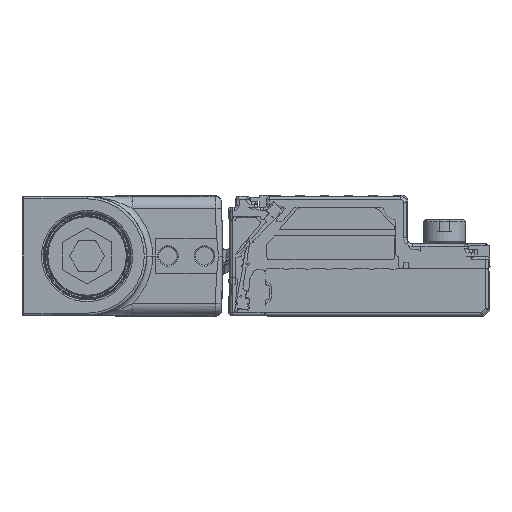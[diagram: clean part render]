
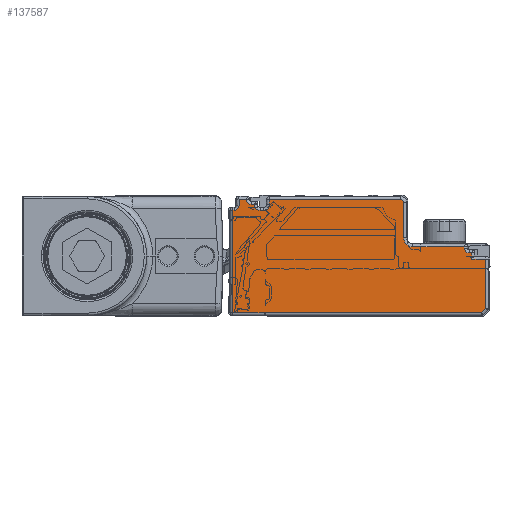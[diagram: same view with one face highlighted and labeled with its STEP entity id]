
A CAD part, left-side view. The second image highlights one B-rep face of the part: STEP entity #137587.
In plain terms, the highlighted planar face has unit normal (-1, 0, 0).
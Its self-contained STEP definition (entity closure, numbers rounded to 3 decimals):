
#137391=AXIS2_PLACEMENT_3D('Plane Axis2P3D',#137388,#137389,#137390) ;
#137411=AXIS2_PLACEMENT_3D('Circle Axis2P3D',#137409,#137410,$) ;
#137432=AXIS2_PLACEMENT_3D('Circle Axis2P3D',#137430,#137431,$) ;
#137446=AXIS2_PLACEMENT_3D('Circle Axis2P3D',#137444,#137445,$) ;
#137467=AXIS2_PLACEMENT_3D('Circle Axis2P3D',#137465,#137466,$) ;
#137481=AXIS2_PLACEMENT_3D('Circle Axis2P3D',#137479,#137480,$) ;
#137495=AXIS2_PLACEMENT_3D('Circle Axis2P3D',#137493,#137494,$) ;
#137516=AXIS2_PLACEMENT_3D('Circle Axis2P3D',#137514,#137515,$) ;
#137388=CARTESIAN_POINT('Axis2P3D Location',(-528.,0.2,-7.8)) ;
#137393=CARTESIAN_POINT('Line Origine',(-528.,3.,2.)) ;
#137397=CARTESIAN_POINT('Vertex',(-528.,3.,1.5)) ;
#137399=CARTESIAN_POINT('Vertex',(-528.,3.,2.5)) ;
#137402=CARTESIAN_POINT('Line Origine',(-528.,3.2,2.5)) ;
#137406=CARTESIAN_POINT('Vertex',(-528.,3.4,2.5)) ;
#137409=CARTESIAN_POINT('Axis2P3D Location',(-528.,3.4,3.3)) ;
#137413=CARTESIAN_POINT('Vertex',(-528.,4.2,3.3)) ;
#137416=CARTESIAN_POINT('Line Origine',(-528.,4.2,3.4)) ;
#137420=CARTESIAN_POINT('Vertex',(-528.,4.2,3.5)) ;
#137423=CARTESIAN_POINT('Line Origine',(-528.,8.45,3.5)) ;
#137427=CARTESIAN_POINT('Vertex',(-528.,12.7,3.5)) ;
#137430=CARTESIAN_POINT('Axis2P3D Location',(-528.,12.7,5.)) ;
#137434=CARTESIAN_POINT('Vertex',(-528.,14.2,5.)) ;
#137437=CARTESIAN_POINT('Line Origine',(-528.,14.2,7.9)) ;
#137441=CARTESIAN_POINT('Vertex',(-528.,14.2,10.8)) ;
#137444=CARTESIAN_POINT('Axis2P3D Location',(-528.,14.7,10.8)) ;
#137448=CARTESIAN_POINT('Vertex',(-528.,14.7,11.3)) ;
#137451=CARTESIAN_POINT('Line Origine',(-528.,25.5,11.3)) ;
#137455=CARTESIAN_POINT('Vertex',(-528.,36.3,11.3)) ;
#137458=CARTESIAN_POINT('Line Origine',(-528.,36.3,10.9)) ;
#137462=CARTESIAN_POINT('Vertex',(-528.,36.3,10.5)) ;
#137465=CARTESIAN_POINT('Axis2P3D Location',(-528.,37.3,10.5)) ;
#137469=CARTESIAN_POINT('Vertex',(-528.,37.3,9.5)) ;
#137472=CARTESIAN_POINT('Line Origine',(-528.,37.55,9.5)) ;
#137476=CARTESIAN_POINT('Vertex',(-528.,37.8,9.5)) ;
#137479=CARTESIAN_POINT('Axis2P3D Location',(-528.,37.8,10.5)) ;
#137483=CARTESIAN_POINT('Vertex',(-528.,38.8,10.5)) ;
#137486=CARTESIAN_POINT('Line Origine',(-528.,39.05,10.5)) ;
#137490=CARTESIAN_POINT('Vertex',(-528.,39.3,10.5)) ;
#137493=CARTESIAN_POINT('Axis2P3D Location',(-528.,39.3,11.3)) ;
#137497=CARTESIAN_POINT('Vertex',(-528.,40.1,11.3)) ;
#137500=CARTESIAN_POINT('Line Origine',(-528.,40.7,11.3)) ;
#137504=CARTESIAN_POINT('Vertex',(-528.,41.3,11.3)) ;
#137507=CARTESIAN_POINT('Line Origine',(-528.,41.3,10.8)) ;
#137511=CARTESIAN_POINT('Vertex',(-528.,41.3,10.3)) ;
#137514=CARTESIAN_POINT('Axis2P3D Location',(-528.,42.1,10.3)) ;
#137518=CARTESIAN_POINT('Vertex',(-528.,42.1,9.5)) ;
#137521=CARTESIAN_POINT('Line Origine',(-528.,42.2,9.5)) ;
#137525=CARTESIAN_POINT('Vertex',(-528.,42.3,9.5)) ;
#137528=CARTESIAN_POINT('Line Origine',(-528.,42.3,1.1)) ;
#137532=CARTESIAN_POINT('Vertex',(-528.,42.3,-7.3)) ;
#137535=CARTESIAN_POINT('Line Origine',(-528.,21.854,-7.3)) ;
#137539=CARTESIAN_POINT('Vertex',(-528.,1.407,-7.3)) ;
#137542=CARTESIAN_POINT('Line Origine',(-528.,1.054,-6.946)) ;
#137546=CARTESIAN_POINT('Vertex',(-528.,0.7,-6.593)) ;
#137549=CARTESIAN_POINT('Line Origine',(-528.,0.7,-2.546)) ;
#137553=CARTESIAN_POINT('Vertex',(-528.,0.7,1.5)) ;
#137556=CARTESIAN_POINT('Line Origine',(-528.,1.85,1.5)) ;
#137389=DIRECTION('Axis2P3D Direction',(-1.,0.,0.)) ;
#137390=DIRECTION('Axis2P3D XDirection',(0.,0.,1.)) ;
#137394=DIRECTION('Vector Direction',(0.,0.,1.)) ;
#137403=DIRECTION('Vector Direction',(0.,1.,0.)) ;
#137410=DIRECTION('Axis2P3D Direction',(-1.,0.,0.)) ;
#137417=DIRECTION('Vector Direction',(0.,0.,-1.)) ;
#137424=DIRECTION('Vector Direction',(0.,1.,0.)) ;
#137431=DIRECTION('Axis2P3D Direction',(-1.,0.,0.)) ;
#137438=DIRECTION('Vector Direction',(0.,0.,1.)) ;
#137445=DIRECTION('Axis2P3D Direction',(-1.,0.,0.)) ;
#137452=DIRECTION('Vector Direction',(0.,1.,0.)) ;
#137459=DIRECTION('Vector Direction',(0.,0.,-1.)) ;
#137466=DIRECTION('Axis2P3D Direction',(-1.,0.,0.)) ;
#137473=DIRECTION('Vector Direction',(0.,1.,0.)) ;
#137480=DIRECTION('Axis2P3D Direction',(-1.,0.,0.)) ;
#137487=DIRECTION('Vector Direction',(0.,-1.,0.)) ;
#137494=DIRECTION('Axis2P3D Direction',(-1.,0.,0.)) ;
#137501=DIRECTION('Vector Direction',(0.,1.,0.)) ;
#137508=DIRECTION('Vector Direction',(0.,0.,-1.)) ;
#137515=DIRECTION('Axis2P3D Direction',(-1.,0.,0.)) ;
#137522=DIRECTION('Vector Direction',(0.,1.,0.)) ;
#137529=DIRECTION('Vector Direction',(0.,0.,-1.)) ;
#137536=DIRECTION('Vector Direction',(0.,-1.,0.)) ;
#137543=DIRECTION('Vector Direction',(0.,-0.707,0.707)) ;
#137550=DIRECTION('Vector Direction',(0.,0.,1.)) ;
#137557=DIRECTION('Vector Direction',(0.,1.,0.)) ;
#137395=VECTOR('Line Direction',#137394,1.) ;
#137404=VECTOR('Line Direction',#137403,1.) ;
#137418=VECTOR('Line Direction',#137417,1.) ;
#137425=VECTOR('Line Direction',#137424,1.) ;
#137439=VECTOR('Line Direction',#137438,1.) ;
#137453=VECTOR('Line Direction',#137452,1.) ;
#137460=VECTOR('Line Direction',#137459,1.) ;
#137474=VECTOR('Line Direction',#137473,1.) ;
#137488=VECTOR('Line Direction',#137487,1.) ;
#137502=VECTOR('Line Direction',#137501,1.) ;
#137509=VECTOR('Line Direction',#137508,1.) ;
#137523=VECTOR('Line Direction',#137522,1.) ;
#137530=VECTOR('Line Direction',#137529,1.) ;
#137537=VECTOR('Line Direction',#137536,1.) ;
#137544=VECTOR('Line Direction',#137543,1.) ;
#137551=VECTOR('Line Direction',#137550,1.) ;
#137558=VECTOR('Line Direction',#137557,1.) ;
#137562=ORIENTED_EDGE('',*,*,#137401,.T.) ;
#137563=ORIENTED_EDGE('',*,*,#137408,.T.) ;
#137564=ORIENTED_EDGE('',*,*,#137415,.T.) ;
#137565=ORIENTED_EDGE('',*,*,#137422,.T.) ;
#137566=ORIENTED_EDGE('',*,*,#137429,.T.) ;
#137567=ORIENTED_EDGE('',*,*,#137436,.T.) ;
#137568=ORIENTED_EDGE('',*,*,#137443,.T.) ;
#137569=ORIENTED_EDGE('',*,*,#137450,.T.) ;
#137570=ORIENTED_EDGE('',*,*,#137457,.T.) ;
#137571=ORIENTED_EDGE('',*,*,#137464,.T.) ;
#137572=ORIENTED_EDGE('',*,*,#137471,.T.) ;
#137573=ORIENTED_EDGE('',*,*,#137478,.T.) ;
#137574=ORIENTED_EDGE('',*,*,#137485,.T.) ;
#137575=ORIENTED_EDGE('',*,*,#137492,.T.) ;
#137576=ORIENTED_EDGE('',*,*,#137499,.T.) ;
#137577=ORIENTED_EDGE('',*,*,#137506,.T.) ;
#137578=ORIENTED_EDGE('',*,*,#137513,.T.) ;
#137579=ORIENTED_EDGE('',*,*,#137520,.T.) ;
#137580=ORIENTED_EDGE('',*,*,#137527,.T.) ;
#137581=ORIENTED_EDGE('',*,*,#137534,.T.) ;
#137582=ORIENTED_EDGE('',*,*,#137541,.T.) ;
#137583=ORIENTED_EDGE('',*,*,#137548,.T.) ;
#137584=ORIENTED_EDGE('',*,*,#137555,.T.) ;
#137585=ORIENTED_EDGE('',*,*,#137560,.T.) ;
#137587=ADVANCED_FACE('\X2\FF8AFF9FFF70FF82\X0\ \X2\FF8EFF9EFF83FF9EFF68FF70\X0\',(#137586),#137392,.T.) ;
#137412=CIRCLE('generated circle',#137411,0.8) ;
#137433=CIRCLE('generated circle',#137432,1.5) ;
#137447=CIRCLE('generated circle',#137446,0.5) ;
#137468=CIRCLE('generated circle',#137467,1.) ;
#137482=CIRCLE('generated circle',#137481,1.) ;
#137496=CIRCLE('generated circle',#137495,0.8) ;
#137517=CIRCLE('generated circle',#137516,0.8) ;
#137401=EDGE_CURVE('',#137398,#137400,#137396,.T.) ;
#137408=EDGE_CURVE('',#137400,#137407,#137405,.T.) ;
#137415=EDGE_CURVE('',#137407,#137414,#137412,.F.) ;
#137422=EDGE_CURVE('',#137414,#137421,#137419,.F.) ;
#137429=EDGE_CURVE('',#137421,#137428,#137426,.T.) ;
#137436=EDGE_CURVE('',#137428,#137435,#137433,.F.) ;
#137443=EDGE_CURVE('',#137435,#137442,#137440,.T.) ;
#137450=EDGE_CURVE('',#137442,#137449,#137447,.T.) ;
#137457=EDGE_CURVE('',#137449,#137456,#137454,.T.) ;
#137464=EDGE_CURVE('',#137456,#137463,#137461,.T.) ;
#137471=EDGE_CURVE('',#137463,#137470,#137468,.F.) ;
#137478=EDGE_CURVE('',#137470,#137477,#137475,.T.) ;
#137485=EDGE_CURVE('',#137477,#137484,#137482,.F.) ;
#137492=EDGE_CURVE('',#137484,#137491,#137489,.F.) ;
#137499=EDGE_CURVE('',#137491,#137498,#137496,.F.) ;
#137506=EDGE_CURVE('',#137498,#137505,#137503,.T.) ;
#137513=EDGE_CURVE('',#137505,#137512,#137510,.T.) ;
#137520=EDGE_CURVE('',#137512,#137519,#137517,.F.) ;
#137527=EDGE_CURVE('',#137519,#137526,#137524,.T.) ;
#137534=EDGE_CURVE('',#137526,#137533,#137531,.T.) ;
#137541=EDGE_CURVE('',#137533,#137540,#137538,.T.) ;
#137548=EDGE_CURVE('',#137540,#137547,#137545,.T.) ;
#137555=EDGE_CURVE('',#137547,#137554,#137552,.T.) ;
#137560=EDGE_CURVE('',#137554,#137398,#137559,.T.) ;
#137561=EDGE_LOOP('',(#137562,#137563,#137564,#137565,#137566,#137567,#137568,#137569,#137570,#137571,#137572,#137573,#137574,#137575,#137576,#137577,#137578,#137579,#137580,#137581,#137582,#137583,#137584,#137585)) ;
#137586=FACE_OUTER_BOUND('',#137561,.T.) ;
#137396=LINE('Line',#137393,#137395) ;
#137405=LINE('Line',#137402,#137404) ;
#137419=LINE('Line',#137416,#137418) ;
#137426=LINE('Line',#137423,#137425) ;
#137440=LINE('Line',#137437,#137439) ;
#137454=LINE('Line',#137451,#137453) ;
#137461=LINE('Line',#137458,#137460) ;
#137475=LINE('Line',#137472,#137474) ;
#137489=LINE('Line',#137486,#137488) ;
#137503=LINE('Line',#137500,#137502) ;
#137510=LINE('Line',#137507,#137509) ;
#137524=LINE('Line',#137521,#137523) ;
#137531=LINE('Line',#137528,#137530) ;
#137538=LINE('Line',#137535,#137537) ;
#137545=LINE('Line',#137542,#137544) ;
#137552=LINE('Line',#137549,#137551) ;
#137559=LINE('Line',#137556,#137558) ;
#137392=PLANE('',#137391) ;
#137398=VERTEX_POINT('',#137397) ;
#137400=VERTEX_POINT('',#137399) ;
#137407=VERTEX_POINT('',#137406) ;
#137414=VERTEX_POINT('',#137413) ;
#137421=VERTEX_POINT('',#137420) ;
#137428=VERTEX_POINT('',#137427) ;
#137435=VERTEX_POINT('',#137434) ;
#137442=VERTEX_POINT('',#137441) ;
#137449=VERTEX_POINT('',#137448) ;
#137456=VERTEX_POINT('',#137455) ;
#137463=VERTEX_POINT('',#137462) ;
#137470=VERTEX_POINT('',#137469) ;
#137477=VERTEX_POINT('',#137476) ;
#137484=VERTEX_POINT('',#137483) ;
#137491=VERTEX_POINT('',#137490) ;
#137498=VERTEX_POINT('',#137497) ;
#137505=VERTEX_POINT('',#137504) ;
#137512=VERTEX_POINT('',#137511) ;
#137519=VERTEX_POINT('',#137518) ;
#137526=VERTEX_POINT('',#137525) ;
#137533=VERTEX_POINT('',#137532) ;
#137540=VERTEX_POINT('',#137539) ;
#137547=VERTEX_POINT('',#137546) ;
#137554=VERTEX_POINT('',#137553) ;
